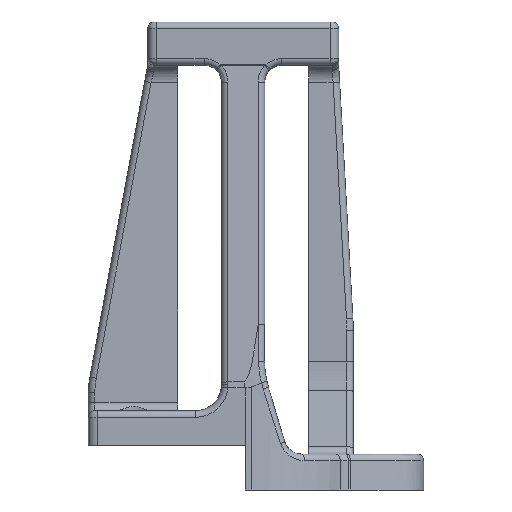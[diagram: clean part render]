
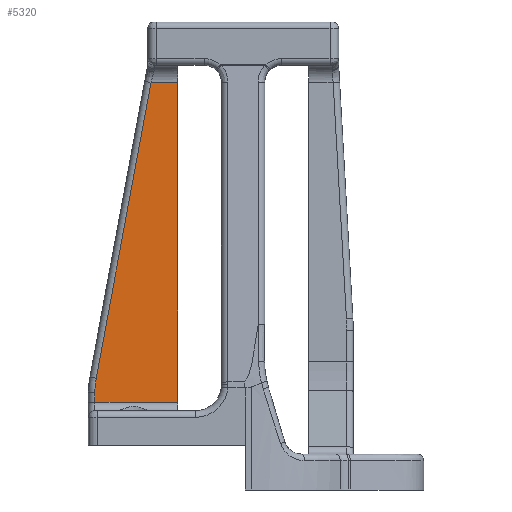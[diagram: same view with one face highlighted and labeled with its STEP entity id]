
A CAD part, left-side view. The second image highlights one B-rep face of the part: STEP entity #5320.
In plain terms, the highlighted planar face has unit normal (-1, 0, 0).
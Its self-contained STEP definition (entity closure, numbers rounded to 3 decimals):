
#167=PLANE('',#5881);
#289=LINE('',#8579,#679);
#333=LINE('',#9536,#723);
#335=LINE('',#9548,#725);
#348=LINE('',#9619,#738);
#349=LINE('',#9620,#739);
#679=VECTOR('',#6461,10.);
#723=VECTOR('',#6747,10.);
#725=VECTOR('',#6761,10.);
#738=VECTOR('',#6806,10.);
#739=VECTOR('',#6807,10.);
#1250=FACE_OUTER_BOUND('',#1581,.T.);
#1581=EDGE_LOOP('',(#3961,#3962,#3963,#3964,#3965,#3966));
#1995=CIRCLE('',#5863,9.25);
#2269=VERTEX_POINT('',#8576);
#2270=VERTEX_POINT('',#8578);
#2364=VERTEX_POINT('',#9532);
#2366=VERTEX_POINT('',#9538);
#2368=VERTEX_POINT('',#9544);
#2378=VERTEX_POINT('',#9618);
#2794=EDGE_CURVE('',#2269,#2270,#289,.T.);
#2946=EDGE_CURVE('',#2270,#2364,#333,.T.);
#2949=EDGE_CURVE('',#2364,#2366,#1995,.T.);
#2952=EDGE_CURVE('',#2366,#2368,#335,.T.);
#2972=EDGE_CURVE('',#2269,#2378,#348,.F.);
#2973=EDGE_CURVE('',#2368,#2378,#349,.T.);
#3961=ORIENTED_EDGE('',*,*,#2946,.F.);
#3962=ORIENTED_EDGE('',*,*,#2794,.F.);
#3963=ORIENTED_EDGE('',*,*,#2972,.T.);
#3964=ORIENTED_EDGE('',*,*,#2973,.F.);
#3965=ORIENTED_EDGE('',*,*,#2952,.F.);
#3966=ORIENTED_EDGE('',*,*,#2949,.F.);
#5320=ADVANCED_FACE('',(#1250),#167,.T.);
#5863=AXIS2_PLACEMENT_3D('',#9542,#6754,#6755);
#5881=AXIS2_PLACEMENT_3D('',#9617,#6804,#6805);
#6461=DIRECTION('',(0.,1.,0.));
#6747=DIRECTION('',(0.,0.,1.));
#6754=DIRECTION('center_axis',(1.,0.,0.));
#6755=DIRECTION('ref_axis',(0.,0.996,0.092));
#6761=DIRECTION('',(0.,-0.182,0.983));
#6804=DIRECTION('center_axis',(-1.,0.,0.));
#6805=DIRECTION('ref_axis',(0.,-1.,0.));
#6806=DIRECTION('',(0.,0.,-1.));
#6807=DIRECTION('',(0.,-1.,0.));
#8576=CARTESIAN_POINT('',(-2.515,7.563,291.56));
#8578=CARTESIAN_POINT('',(-2.515,17.15,291.56));
#8579=CARTESIAN_POINT('',(-2.515,12.113,291.56));
#9532=CARTESIAN_POINT('',(-2.515,17.15,292.64));
#9536=CARTESIAN_POINT('',(-2.515,17.15,288.56));
#9538=CARTESIAN_POINT('',(-2.515,16.995,294.327));
#9542=CARTESIAN_POINT('Origin',(-2.515,7.9,292.64));
#9544=CARTESIAN_POINT('',(-2.515,10.646,328.56));
#9548=CARTESIAN_POINT('',(-2.515,14.,310.473));
#9617=CARTESIAN_POINT('Origin',(-2.515,17.9,290.56));
#9618=CARTESIAN_POINT('',(-2.515,7.563,328.56));
#9619=CARTESIAN_POINT('',(-2.515,7.563,288.56));
#9620=CARTESIAN_POINT('',(-2.515,8.944,328.56));
